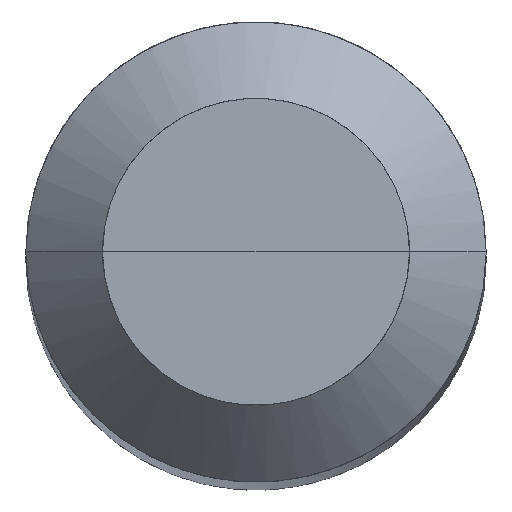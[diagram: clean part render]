
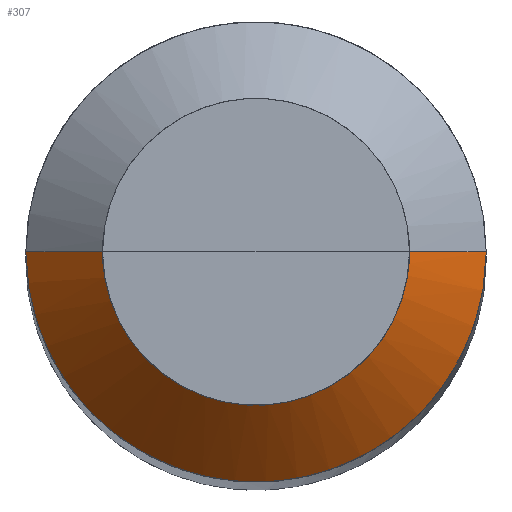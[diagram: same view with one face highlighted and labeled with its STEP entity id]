
A CAD part, top view. The second image highlights one B-rep face of the part: STEP entity #307.
In plain terms, the highlighted free-form (B-spline) face has degree [1, 2] with [2, 5] control points.
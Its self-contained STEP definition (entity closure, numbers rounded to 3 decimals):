
#78=CARTESIAN_POINT('',(-1.5,0.,30.065));
#79=CARTESIAN_POINT('',(-1.5,-1.5,30.065));
#80=CARTESIAN_POINT('',(0.,-1.5,30.065));
#81=CARTESIAN_POINT('',(1.5,-1.5,30.065));
#82=CARTESIAN_POINT('',(1.5,0.,30.065));
#83=CARTESIAN_POINT('',(-1.,0.,30.565));
#84=CARTESIAN_POINT('',(-1.,-1.,30.565));
#85=CARTESIAN_POINT('',(0.,-1.,30.565));
#86=CARTESIAN_POINT('',(1.,-1.,30.565));
#87=CARTESIAN_POINT('',(1.,0.,30.565));
#288=(
BOUNDED_SURFACE()
B_SPLINE_SURFACE(1,2,(
(#78,#79,#80,#81,#82),
(#83,#84,#85,#86,#87)
), .UNSPECIFIED.,.F.,.F.,.F.)
B_SPLINE_SURFACE_WITH_KNOTS((2,2),(3,2,3),(
0.,1.),(
0.,0.5,1.), .UNSPECIFIED.)
GEOMETRIC_REPRESENTATION_ITEM()
RATIONAL_B_SPLINE_SURFACE(((1.,0.707,1.,0.707,1.),
(1.,0.707,1.,0.707,1.)
))
REPRESENTATION_ITEM('')
SURFACE()
);
#289=(
BOUNDED_CURVE()
B_SPLINE_CURVE(2,(#82,#81,#80,#79,#78),.UNSPECIFIED.,.F.,.F.)
B_SPLINE_CURVE_WITH_KNOTS((3,2,3),
(0.,0.5,1.),.UNSPECIFIED.)
CURVE()
GEOMETRIC_REPRESENTATION_ITEM()
RATIONAL_B_SPLINE_CURVE((1.,0.707,1.,0.707,1.))
REPRESENTATION_ITEM('')
);
#290=(
BOUNDED_CURVE()
B_SPLINE_CURVE(1,(#78,#83),.UNSPECIFIED.,.F.,.F.)
B_SPLINE_CURVE_WITH_KNOTS((2,2),
(0.,1.),.UNSPECIFIED.)
CURVE()
GEOMETRIC_REPRESENTATION_ITEM()
RATIONAL_B_SPLINE_CURVE((1.,1.))
REPRESENTATION_ITEM('')
);
#291=(
BOUNDED_CURVE()
B_SPLINE_CURVE(2,(#83,#84,#85,#86,#87),.UNSPECIFIED.,.F.,.F.)
B_SPLINE_CURVE_WITH_KNOTS((3,2,3),
(0.,0.5,1.),.UNSPECIFIED.)
CURVE()
GEOMETRIC_REPRESENTATION_ITEM()
RATIONAL_B_SPLINE_CURVE((1.,0.707,1.,0.707,1.))
REPRESENTATION_ITEM('')
);
#292=(
BOUNDED_CURVE()
B_SPLINE_CURVE(1,(#87,#82),.UNSPECIFIED.,.F.,.F.)
B_SPLINE_CURVE_WITH_KNOTS((2,2),
(0.,1.),.UNSPECIFIED.)
CURVE()
GEOMETRIC_REPRESENTATION_ITEM()
RATIONAL_B_SPLINE_CURVE((1.,1.))
REPRESENTATION_ITEM('')
);
#293=VERTEX_POINT('',#78);
#294=VERTEX_POINT('',#82);
#295=VERTEX_POINT('',#83);
#296=VERTEX_POINT('',#87);
#297=EDGE_CURVE('',#294,#293,#289,.T.);
#298=EDGE_CURVE('',#293,#295,#290,.T.);
#299=EDGE_CURVE('',#295,#296,#291,.T.);
#300=EDGE_CURVE('',#296,#294,#292,.T.);
#301=ORIENTED_EDGE('',*,*,#297,.T.);
#302=ORIENTED_EDGE('',*,*,#298,.T.);
#303=ORIENTED_EDGE('',*,*,#299,.T.);
#304=ORIENTED_EDGE('',*,*,#300,.T.);
#305=EDGE_LOOP('',(#301,#302,#303,#304));
#306=FACE_OUTER_BOUND('',#305,.T.);
#307=ADVANCED_FACE('',(#306),#288,.T.);
